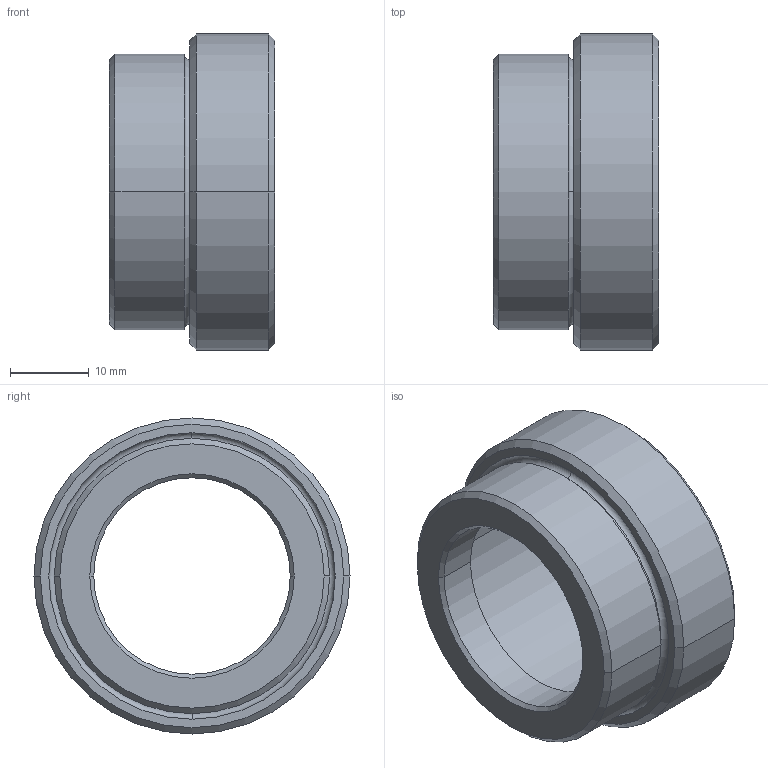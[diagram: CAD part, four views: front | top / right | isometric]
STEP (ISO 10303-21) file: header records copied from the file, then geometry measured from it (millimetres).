
FILE_DESCRIPTION(('STEP AP214'),'1');
FILE_NAME('HALDERN_EH_23111_0766.stp','2015-05-04T09:25:13',('TraceParts'),('TraceParts S.A.'),'Spatial InterOp 3D',' ',' ');
FILE_SCHEMA(('automotive_design'));
Length unit declared in the file: millimetre
Products named in the file (1): 1
Bounding box: 21 x 40.2 x 40.2 mm (x, y, z)
Volume: 9041.4 mm3; surface area: 5841.7 mm2
Topology: 1 solids, 1 shells, 27 faces, 56 edges, 32 vertices
Faces by surface type: cone 12, cylinder 8, torus 4, plane 3
Entity records: 954 total; most frequent: DIRECTION 148, CARTESIAN_POINT 116, ORIENTED_EDGE 112, AXIS2_PLACEMENT_3D 64, EDGE_CURVE 56, CIRCLE 36, VERTEX_POINT 32, EDGE_LOOP 30
